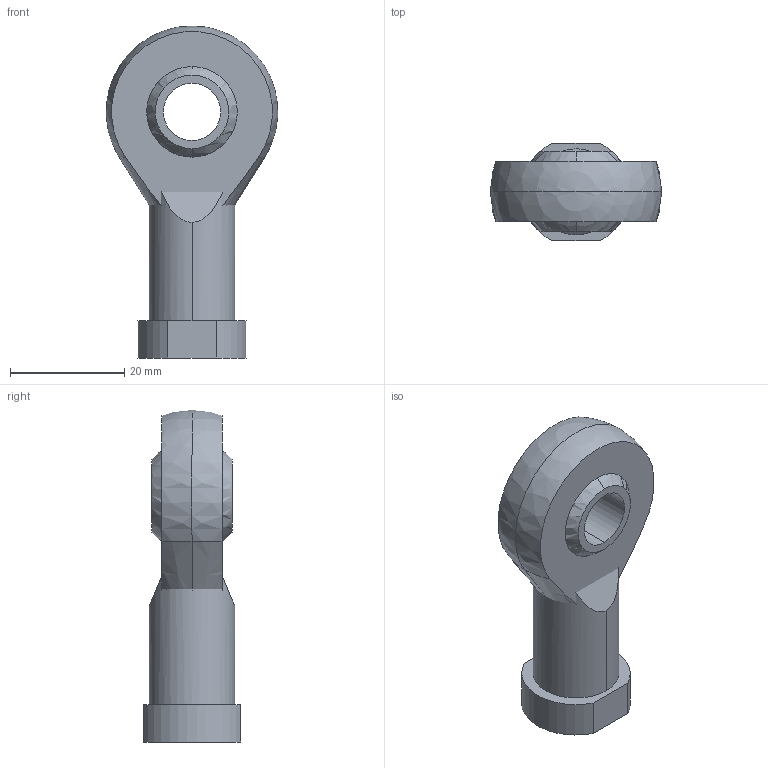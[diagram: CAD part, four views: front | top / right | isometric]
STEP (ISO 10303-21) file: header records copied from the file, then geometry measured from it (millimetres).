
FILE_DESCRIPTION(('STEP AP214'),'1');
FILE_NAME('cctmp_B5A18615-30F7-4FC9-87C0-5F8821034B30_2018_8_26_20_21_30_892..stp','2018-08-26T18:21:30',('igus GmbH'),('CADClick - www.CADClick.com'),'Spatial InterOp 3D',' ','unknown authorization');
FILE_SCHEMA(('AUTOMOTIVE_DESIGN'));
Length unit declared in the file: millimetre
Products named in the file (4): 2018_08_26__20-21-30-892
Assembly tree (3 placements, depth 2):
  (unnamed)
    2018_08_26__20-21-30-892
    2018_08_26__20-21-30-892
    2018_08_26__20-21-30-892
Bounding box: 29.93 x 17 x 58 mm (x, y, z)
Volume: 11985.4 mm3; surface area: 6645.3 mm2
Topology: 3 solids, 3 shells, 37 faces, 94 edges, 56 vertices
Faces by surface type: plane 13, cylinder 10, cone 8, sphere 6
Entity records: 1469 total; most frequent: DIRECTION 212, CARTESIAN_POINT 187, ORIENTED_EDGE 164, AXIS2_PLACEMENT_3D 93, EDGE_CURVE 82, VERTEX_POINT 56, CIRCLE 48, EDGE_LOOP 46
